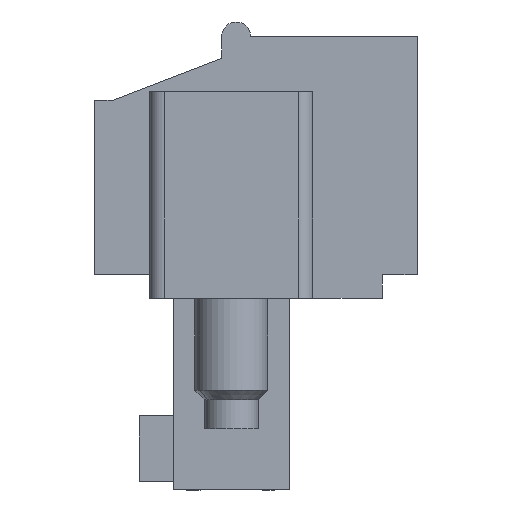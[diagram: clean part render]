
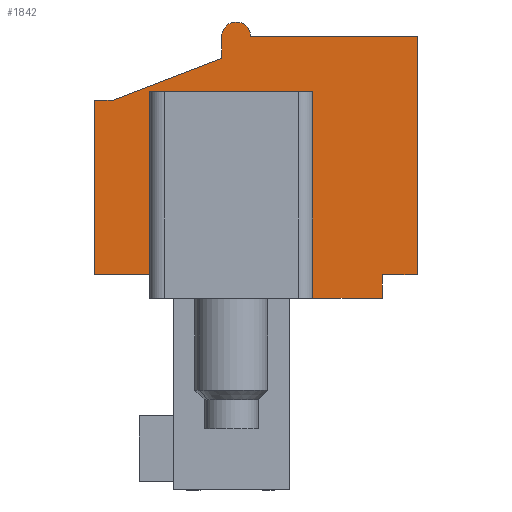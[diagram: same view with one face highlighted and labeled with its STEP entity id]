
A CAD part, left-side view. The second image highlights one B-rep face of the part: STEP entity #1842.
In plain terms, the highlighted planar face has unit normal (-1, 0, 0).
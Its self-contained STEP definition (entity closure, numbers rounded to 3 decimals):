
#1745=AXIS2_PLACEMENT_3D('Plane Axis2P3D',#1742,#1743,#1744) ;
#1768=AXIS2_PLACEMENT_3D('Circle Axis2P3D',#1766,#1767,$) ;
#1775=AXIS2_PLACEMENT_3D('Circle Axis2P3D',#1773,#1774,$) ;
#1262=CARTESIAN_POINT('Vertex',(4.8,11.1,7.4)) ;
#1265=CARTESIAN_POINT('Line Origine',(4.8,11.1,10.4)) ;
#1269=CARTESIAN_POINT('Vertex',(4.8,11.1,13.4)) ;
#1433=CARTESIAN_POINT('Vertex',(4.8,1.2,6.6)) ;
#1438=CARTESIAN_POINT('Line Origine',(4.8,2.4,6.6)) ;
#1442=CARTESIAN_POINT('Vertex',(4.8,3.6,6.6)) ;
#1707=CARTESIAN_POINT('Line Origine',(4.8,0.,11.5)) ;
#1711=CARTESIAN_POINT('Vertex',(4.8,0.,7.4)) ;
#1713=CARTESIAN_POINT('Vertex',(4.8,0.,15.6)) ;
#1742=CARTESIAN_POINT('Axis2P3D Location',(4.8,0.,0.)) ;
#1747=CARTESIAN_POINT('Line Origine',(4.8,1.2,7.)) ;
#1751=CARTESIAN_POINT('Vertex',(4.8,1.2,7.4)) ;
#1754=CARTESIAN_POINT('Line Origine',(4.8,0.6,7.4)) ;
#1759=CARTESIAN_POINT('Line Origine',(4.8,2.865,15.6)) ;
#1763=CARTESIAN_POINT('Vertex',(4.8,5.73,15.6)) ;
#1766=CARTESIAN_POINT('Axis2P3D Location',(4.8,6.23,15.6)) ;
#1770=CARTESIAN_POINT('Vertex',(4.8,6.23,16.1)) ;
#1773=CARTESIAN_POINT('Axis2P3D Location',(4.8,6.23,15.6)) ;
#1777=CARTESIAN_POINT('Vertex',(4.8,6.73,15.6)) ;
#1780=CARTESIAN_POINT('Line Origine',(4.8,6.73,15.225)) ;
#1784=CARTESIAN_POINT('Vertex',(4.8,6.73,14.85)) ;
#1787=CARTESIAN_POINT('Line Origine',(4.8,8.615,14.125)) ;
#1791=CARTESIAN_POINT('Vertex',(4.8,10.5,13.4)) ;
#1794=CARTESIAN_POINT('Line Origine',(4.8,10.8,13.4)) ;
#1799=CARTESIAN_POINT('Line Origine',(4.8,10.15,7.4)) ;
#1803=CARTESIAN_POINT('Vertex',(4.8,9.2,7.4)) ;
#1806=CARTESIAN_POINT('Line Origine',(4.8,9.2,10.55)) ;
#1810=CARTESIAN_POINT('Vertex',(4.8,9.2,13.7)) ;
#1813=CARTESIAN_POINT('Line Origine',(4.8,6.4,13.7)) ;
#1817=CARTESIAN_POINT('Vertex',(4.8,3.6,13.7)) ;
#1820=CARTESIAN_POINT('Line Origine',(4.8,3.6,10.15)) ;
#1266=DIRECTION('Vector Direction',(0.,0.,-1.)) ;
#1439=DIRECTION('Vector Direction',(0.,-1.,0.)) ;
#1708=DIRECTION('Vector Direction',(0.,0.,1.)) ;
#1743=DIRECTION('Axis2P3D Direction',(-1.,0.,0.)) ;
#1744=DIRECTION('Axis2P3D XDirection',(0.,0.,1.)) ;
#1748=DIRECTION('Vector Direction',(0.,0.,1.)) ;
#1755=DIRECTION('Vector Direction',(0.,-1.,0.)) ;
#1760=DIRECTION('Vector Direction',(0.,1.,0.)) ;
#1767=DIRECTION('Axis2P3D Direction',(-1.,0.,0.)) ;
#1774=DIRECTION('Axis2P3D Direction',(-1.,0.,0.)) ;
#1781=DIRECTION('Vector Direction',(0.,0.,-1.)) ;
#1788=DIRECTION('Vector Direction',(0.,0.933,-0.359)) ;
#1795=DIRECTION('Vector Direction',(0.,1.,0.)) ;
#1800=DIRECTION('Vector Direction',(0.,-1.,0.)) ;
#1807=DIRECTION('Vector Direction',(0.,0.,1.)) ;
#1814=DIRECTION('Vector Direction',(0.,-1.,0.)) ;
#1821=DIRECTION('Vector Direction',(0.,0.,-1.)) ;
#1267=VECTOR('Line Direction',#1266,1.) ;
#1440=VECTOR('Line Direction',#1439,1.) ;
#1709=VECTOR('Line Direction',#1708,1.) ;
#1749=VECTOR('Line Direction',#1748,1.) ;
#1756=VECTOR('Line Direction',#1755,1.) ;
#1761=VECTOR('Line Direction',#1760,1.) ;
#1782=VECTOR('Line Direction',#1781,1.) ;
#1789=VECTOR('Line Direction',#1788,1.) ;
#1796=VECTOR('Line Direction',#1795,1.) ;
#1801=VECTOR('Line Direction',#1800,1.) ;
#1808=VECTOR('Line Direction',#1807,1.) ;
#1815=VECTOR('Line Direction',#1814,1.) ;
#1822=VECTOR('Line Direction',#1821,1.) ;
#1826=ORIENTED_EDGE('',*,*,#1444,.T.) ;
#1827=ORIENTED_EDGE('',*,*,#1753,.F.) ;
#1828=ORIENTED_EDGE('',*,*,#1758,.F.) ;
#1829=ORIENTED_EDGE('',*,*,#1715,.T.) ;
#1830=ORIENTED_EDGE('',*,*,#1765,.F.) ;
#1831=ORIENTED_EDGE('',*,*,#1772,.F.) ;
#1832=ORIENTED_EDGE('',*,*,#1779,.F.) ;
#1833=ORIENTED_EDGE('',*,*,#1786,.F.) ;
#1834=ORIENTED_EDGE('',*,*,#1793,.F.) ;
#1835=ORIENTED_EDGE('',*,*,#1798,.F.) ;
#1836=ORIENTED_EDGE('',*,*,#1271,.T.) ;
#1837=ORIENTED_EDGE('',*,*,#1805,.F.) ;
#1838=ORIENTED_EDGE('',*,*,#1812,.F.) ;
#1839=ORIENTED_EDGE('',*,*,#1819,.F.) ;
#1840=ORIENTED_EDGE('',*,*,#1824,.F.) ;
#1842=ADVANCED_FACE('HOUSING',(#1841),#1746,.T.) ;
#1769=CIRCLE('generated circle',#1768,0.5) ;
#1776=CIRCLE('generated circle',#1775,0.5) ;
#1271=EDGE_CURVE('',#1270,#1263,#1268,.T.) ;
#1444=EDGE_CURVE('',#1443,#1434,#1441,.T.) ;
#1715=EDGE_CURVE('',#1712,#1714,#1710,.T.) ;
#1753=EDGE_CURVE('',#1752,#1434,#1750,.F.) ;
#1758=EDGE_CURVE('',#1712,#1752,#1757,.F.) ;
#1765=EDGE_CURVE('',#1764,#1714,#1762,.F.) ;
#1772=EDGE_CURVE('',#1771,#1764,#1769,.F.) ;
#1779=EDGE_CURVE('',#1778,#1771,#1776,.F.) ;
#1786=EDGE_CURVE('',#1785,#1778,#1783,.F.) ;
#1793=EDGE_CURVE('',#1792,#1785,#1790,.F.) ;
#1798=EDGE_CURVE('',#1270,#1792,#1797,.F.) ;
#1805=EDGE_CURVE('',#1804,#1263,#1802,.F.) ;
#1812=EDGE_CURVE('',#1811,#1804,#1809,.F.) ;
#1819=EDGE_CURVE('',#1818,#1811,#1816,.F.) ;
#1824=EDGE_CURVE('',#1443,#1818,#1823,.F.) ;
#1825=EDGE_LOOP('',(#1826,#1827,#1828,#1829,#1830,#1831,#1832,#1833,#1834,#1835,#1836,#1837,#1838,#1839,#1840)) ;
#1841=FACE_OUTER_BOUND('',#1825,.T.) ;
#1268=LINE('Line',#1265,#1267) ;
#1441=LINE('Line',#1438,#1440) ;
#1710=LINE('Line',#1707,#1709) ;
#1750=LINE('Line',#1747,#1749) ;
#1757=LINE('Line',#1754,#1756) ;
#1762=LINE('Line',#1759,#1761) ;
#1783=LINE('Line',#1780,#1782) ;
#1790=LINE('Line',#1787,#1789) ;
#1797=LINE('Line',#1794,#1796) ;
#1802=LINE('Line',#1799,#1801) ;
#1809=LINE('Line',#1806,#1808) ;
#1816=LINE('Line',#1813,#1815) ;
#1823=LINE('Line',#1820,#1822) ;
#1746=PLANE('',#1745) ;
#1263=VERTEX_POINT('',#1262) ;
#1270=VERTEX_POINT('',#1269) ;
#1434=VERTEX_POINT('',#1433) ;
#1443=VERTEX_POINT('',#1442) ;
#1712=VERTEX_POINT('',#1711) ;
#1714=VERTEX_POINT('',#1713) ;
#1752=VERTEX_POINT('',#1751) ;
#1764=VERTEX_POINT('',#1763) ;
#1771=VERTEX_POINT('',#1770) ;
#1778=VERTEX_POINT('',#1777) ;
#1785=VERTEX_POINT('',#1784) ;
#1792=VERTEX_POINT('',#1791) ;
#1804=VERTEX_POINT('',#1803) ;
#1811=VERTEX_POINT('',#1810) ;
#1818=VERTEX_POINT('',#1817) ;
